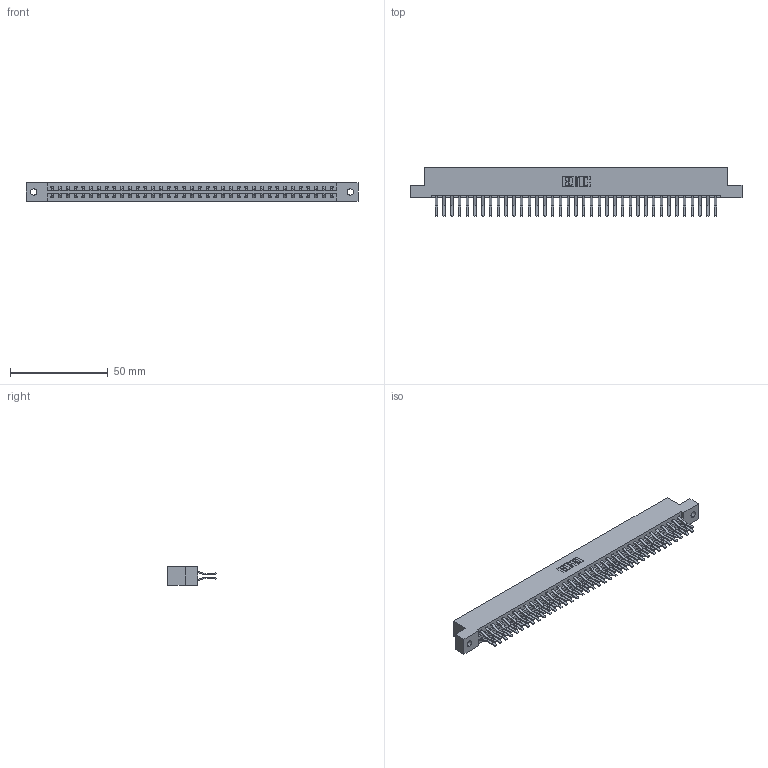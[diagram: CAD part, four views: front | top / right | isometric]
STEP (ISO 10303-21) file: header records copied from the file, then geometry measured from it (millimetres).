
FILE_DESCRIPTION (( 'STEP AP203' ), '1' );
FILE_NAME ('337-074-560-202.STEP', '2019-10-10T04:27:08', ( '' ), ( '' ), 'SwSTEP 2.0', 'SolidWorks 2016', '' );
FILE_SCHEMA (( 'CONFIG_CONTROL_DESIGN' ));
Length unit declared in the file: inch
Products named in the file (3): 345-292-001_560 Tail; 337-074-560-202; 337 Part_Flush Mounting Lugs - 0.128 Dia
Assembly tree (75 placements, depth 2):
  337-074-560-202
    337 Part_Flush Mounting Lugs - 0.128 Dia
    345-292-001_560 Tail  x74
Bounding box: 169.62 x 24.78 x 9.4 mm (x, y, z)
Volume: 18257.8 mm3; surface area: 21723.1 mm2
Topology: 75 solids, 75 shells, 4258 faces, 12669 edges, 8346 vertices
Faces by surface type: plane 2882, cylinder 1376
Entity records: 29425 total; most frequent: CARTESIAN_POINT 4962, ORIENTED_EDGE 4898, DIRECTION 4233, EDGE_CURVE 2449, LINE 2317, VECTOR 2317, VERTEX_POINT 1630, AXIS2_PLACEMENT_3D 958
